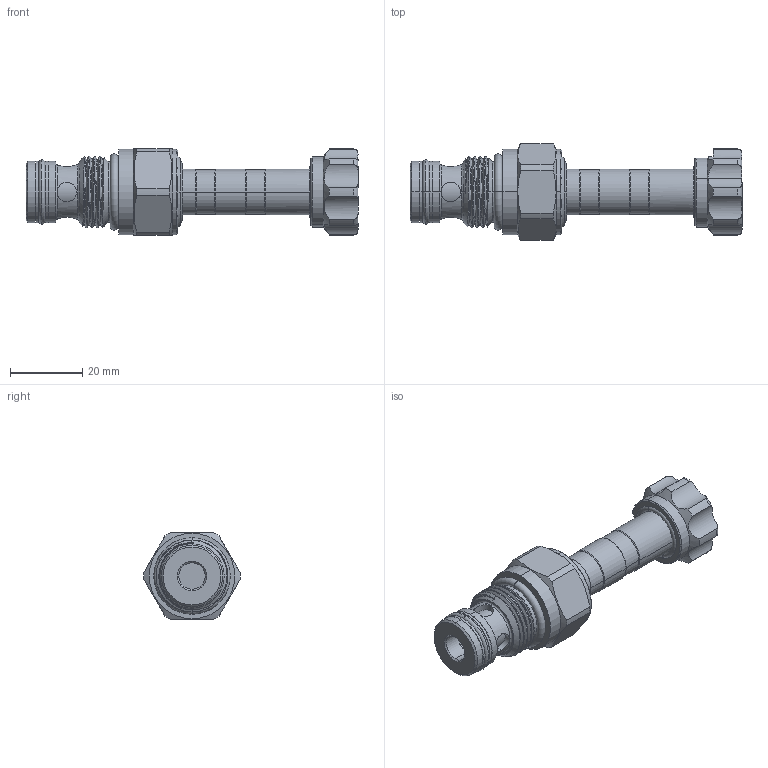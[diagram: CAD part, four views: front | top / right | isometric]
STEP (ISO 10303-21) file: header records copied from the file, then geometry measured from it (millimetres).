
FILE_DESCRIPTION (( 'STEP AP203' ), '1' );
FILE_NAME ('EP20MB2A32N05.STEP', '2020-04-08T00:22:06', ( '' ), ( '' ), 'SwSTEP 2.0', 'SolidWorks 2018', '' );
FILE_SCHEMA (( 'CONFIG_CONTROL_DESIGN' ));
Length unit declared in the file: millimetre
Products named in the file (1): EP20MB2A32N05
Bounding box: 91.8 x 26.69 x 24 mm (x, y, z)
Volume: 22498.7 mm3; surface area: 8808.8 mm2
Topology: 4 solids, 4 shells, 195 faces, 478 edges, 301 vertices
Faces by surface type: cylinder 104, cone 34, torus 26, plane 26, bspline 5
Entity records: 7682 total; most frequent: CARTESIAN_POINT 3068, DIRECTION 967, ORIENTED_EDGE 956, EDGE_CURVE 478, AXIS2_PLACEMENT_3D 414, VERTEX_POINT 301, CIRCLE 223, EDGE_LOOP 213
